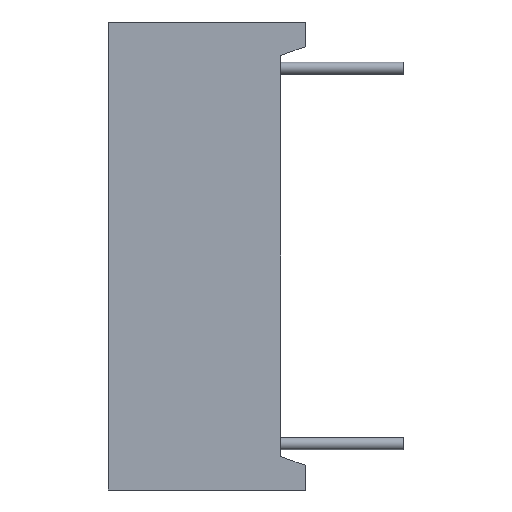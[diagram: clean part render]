
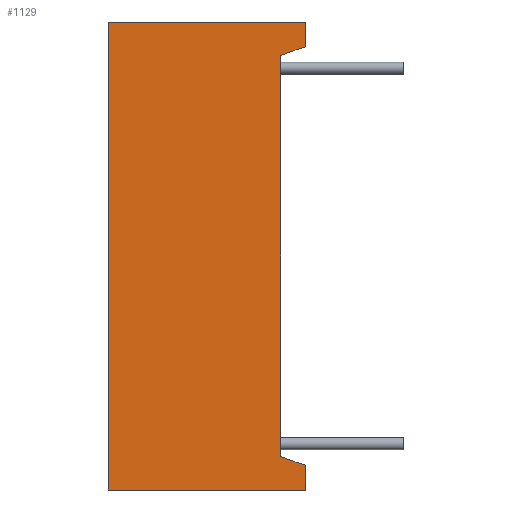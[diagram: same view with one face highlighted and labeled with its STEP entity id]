
A CAD part, left-side view. The second image highlights one B-rep face of the part: STEP entity #1129.
In plain terms, the highlighted planar face has unit normal (-1, 0, 0).
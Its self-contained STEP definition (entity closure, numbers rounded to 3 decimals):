
#356 = ORIENTED_EDGE ( 'NONE', *, *, #18063, .F. ) ;
#669 = VECTOR ( 'NONE', #8907, 1000. ) ;
#929 = EDGE_CURVE ( 'NONE', #5285, #14976, #3567, .T. ) ;
#1129 = ADVANCED_FACE ( 'NONE', ( #9462 ), #8983, .F. ) ;
#1379 = LINE ( 'NONE', #12775, #2817 ) ;
#1850 = DIRECTION ( 'NONE',  ( 0., 0., -1. ) ) ;
#1873 = CARTESIAN_POINT ( 'NONE',  ( -6.35, -7., 8.136 ) ) ;
#1966 = CARTESIAN_POINT ( 'NONE',  ( -6.35, -8., -17.917 ) ) ;
#2003 = VECTOR ( 'NONE', #12237, 1000. ) ;
#2033 = ORIENTED_EDGE ( 'NONE', *, *, #7378, .F. ) ;
#2176 = DIRECTION ( 'NONE',  ( 0., 0., -1. ) ) ;
#2197 = CARTESIAN_POINT ( 'NONE',  ( -6.35, 0., -9.5 ) ) ;
#2359 = LINE ( 'NONE', #5304, #669 ) ;
#2558 = LINE ( 'NONE', #12629, #5412 ) ;
#2747 = ORIENTED_EDGE ( 'NONE', *, *, #21365, .F. ) ;
#2817 = VECTOR ( 'NONE', #2176, 1000. ) ;
#3567 = LINE ( 'NONE', #22652, #18437 ) ;
#3885 = DIRECTION ( 'NONE',  ( 1., 0., 0. ) ) ;
#4779 = EDGE_LOOP ( 'NONE', ( #18645, #18186, #2747, #10782, #7203, #356, #2033, #18096 ) ) ;
#5285 = VERTEX_POINT ( 'NONE', #17344 ) ;
#5304 = CARTESIAN_POINT ( 'NONE',  ( -6.35, -8., 9.5 ) ) ;
#5412 = VECTOR ( 'NONE', #7345, 1000. ) ;
#5691 = LINE ( 'NONE', #12317, #2003 ) ;
#6273 = EDGE_CURVE ( 'NONE', #19380, #18356, #2558, .T. ) ;
#6517 = CARTESIAN_POINT ( 'NONE',  ( -6.35, -8., 9.5 ) ) ;
#6605 = EDGE_CURVE ( 'NONE', #8382, #5285, #1379, .T. ) ;
#7082 = VECTOR ( 'NONE', #20964, 1000. ) ;
#7180 = DIRECTION ( 'NONE',  ( 0., 0., -1. ) ) ;
#7203 = ORIENTED_EDGE ( 'NONE', *, *, #6273, .F. ) ;
#7238 = CARTESIAN_POINT ( 'NONE',  ( -6.35, -8., -17.917 ) ) ;
#7345 = DIRECTION ( 'NONE',  ( 0., 0., 1. ) ) ;
#7378 = EDGE_CURVE ( 'NONE', #14976, #13165, #7960, .T. ) ;
#7678 = LINE ( 'NONE', #19000, #7082 ) ;
#7960 = LINE ( 'NONE', #7238, #10494 ) ;
#8220 = CARTESIAN_POINT ( 'NONE',  ( -6.35, -8., -8.5 ) ) ;
#8304 = DIRECTION ( 'NONE',  ( 0., -0.94, -0.342 ) ) ;
#8382 = VERTEX_POINT ( 'NONE', #1873 ) ;
#8839 = CARTESIAN_POINT ( 'NONE',  ( -6.35, -8., 8.5 ) ) ;
#8907 = DIRECTION ( 'NONE',  ( 0., -1., 0. ) ) ;
#8909 = VERTEX_POINT ( 'NONE', #14428 ) ;
#8983 = PLANE ( 'NONE',  #17265 ) ;
#9462 = FACE_OUTER_BOUND ( 'NONE', #4779, .T. ) ;
#10494 = VECTOR ( 'NONE', #1850, 1000. ) ;
#10641 = DIRECTION ( 'NONE',  ( 0., 0.94, -0.342 ) ) ;
#10782 = ORIENTED_EDGE ( 'NONE', *, *, #10824, .F. ) ;
#10824 = EDGE_CURVE ( 'NONE', #18356, #20069, #2359, .T. ) ;
#12237 = DIRECTION ( 'NONE',  ( 0., 0., -1. ) ) ;
#12317 = CARTESIAN_POINT ( 'NONE',  ( -6.35, -8., -17.917 ) ) ;
#12629 = CARTESIAN_POINT ( 'NONE',  ( -6.35, 0., -17.917 ) ) ;
#12775 = CARTESIAN_POINT ( 'NONE',  ( -6.35, -7., -9.5 ) ) ;
#13165 = VERTEX_POINT ( 'NONE', #16154 ) ;
#14428 = CARTESIAN_POINT ( 'NONE',  ( -6.35, -8., 8.5 ) ) ;
#14725 = LINE ( 'NONE', #8839, #21459 ) ;
#14976 = VERTEX_POINT ( 'NONE', #8220 ) ;
#16154 = CARTESIAN_POINT ( 'NONE',  ( -6.35, -8., -9.5 ) ) ;
#17265 = AXIS2_PLACEMENT_3D ( 'NONE', #1966, #3885, #7180 ) ;
#17344 = CARTESIAN_POINT ( 'NONE',  ( -6.35, -7., -8.136 ) ) ;
#18063 = EDGE_CURVE ( 'NONE', #13165, #19380, #7678, .T. ) ;
#18096 = ORIENTED_EDGE ( 'NONE', *, *, #929, .F. ) ;
#18186 = ORIENTED_EDGE ( 'NONE', *, *, #23279, .F. ) ;
#18356 = VERTEX_POINT ( 'NONE', #22155 ) ;
#18437 = VECTOR ( 'NONE', #8304, 1000. ) ;
#18645 = ORIENTED_EDGE ( 'NONE', *, *, #6605, .F. ) ;
#19000 = CARTESIAN_POINT ( 'NONE',  ( -6.35, -8., -9.5 ) ) ;
#19380 = VERTEX_POINT ( 'NONE', #2197 ) ;
#20069 = VERTEX_POINT ( 'NONE', #6517 ) ;
#20964 = DIRECTION ( 'NONE',  ( 0., 1., 0. ) ) ;
#21365 = EDGE_CURVE ( 'NONE', #20069, #8909, #5691, .T. ) ;
#21459 = VECTOR ( 'NONE', #10641, 1000. ) ;
#22155 = CARTESIAN_POINT ( 'NONE',  ( -6.35, 0., 9.5 ) ) ;
#22652 = CARTESIAN_POINT ( 'NONE',  ( -6.35, -6.935, -8.112 ) ) ;
#23279 = EDGE_CURVE ( 'NONE', #8909, #8382, #14725, .T. ) ;
